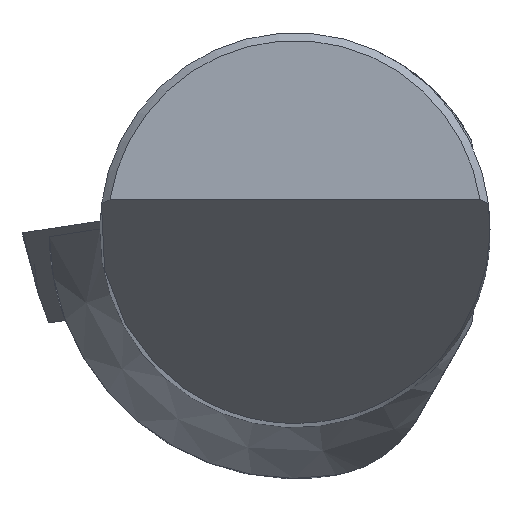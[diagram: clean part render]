
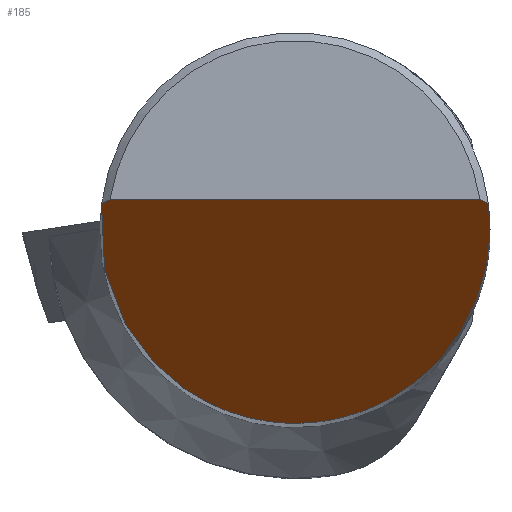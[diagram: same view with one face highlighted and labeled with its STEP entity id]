
A CAD part, top view. The second image highlights one B-rep face of the part: STEP entity #185.
In plain terms, the highlighted planar face has unit normal (0, -0.866, 0.5).
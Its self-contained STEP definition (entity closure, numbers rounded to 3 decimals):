
#167=B_SPLINE_CURVE_WITH_KNOTS('',3,(#1168,#1169,#1170,#1171),
 .UNSPECIFIED.,.F.,.F.,(4,4),(0.,1.),.UNSPECIFIED.);
#168=B_SPLINE_CURVE_WITH_KNOTS('',3,(#1172,#1173,#1174,#1175),
 .UNSPECIFIED.,.F.,.F.,(4,4),(0.,1.),.UNSPECIFIED.);
#185=ADVANCED_FACE('',(#238),#213,.T.);
#213=PLANE('',#780);
#238=FACE_OUTER_BOUND('',#265,.T.);
#265=EDGE_LOOP('',(#447,#448,#449,#450));
#311=LINE('',#1163,#344);
#344=VECTOR('',#916,1.);
#447=ORIENTED_EDGE('',*,*,#624,.F.);
#448=ORIENTED_EDGE('',*,*,#621,.T.);
#449=ORIENTED_EDGE('',*,*,#623,.F.);
#450=ORIENTED_EDGE('',*,*,#605,.T.);
#543=VERTEX_POINT('',#1109);
#544=VERTEX_POINT('',#1110);
#552=VERTEX_POINT('',#1164);
#553=VERTEX_POINT('',#1165);
#605=EDGE_CURVE('',#543,#544,#667,.T.);
#621=EDGE_CURVE('',#552,#553,#311,.T.);
#623=EDGE_CURVE('',#543,#553,#167,.T.);
#624=EDGE_CURVE('',#552,#544,#168,.T.);
#667=ELLIPSE('',#759,9.996,4.998);
#759=AXIS2_PLACEMENT_3D('',#1108,#877,#878);
#780=AXIS2_PLACEMENT_3D('',#1177,#923,#924);
#877=DIRECTION('',(0.,-0.866,0.5));
#878=DIRECTION('',(0.,0.5,0.866));
#916=DIRECTION('',(-1.,0.,0.));
#923=DIRECTION('',(0.,-0.866,0.5));
#924=DIRECTION('',(0.,0.5,0.866));
#1108=CARTESIAN_POINT('',(0.,0.,0.));
#1109=CARTESIAN_POINT('',(-4.961,0.606,1.05));
#1110=CARTESIAN_POINT('',(4.961,0.606,1.05));
#1163=CARTESIAN_POINT('',(-4.998,0.722,1.25));
#1164=CARTESIAN_POINT('',(4.743,0.722,1.25));
#1165=CARTESIAN_POINT('',(-4.743,0.722,1.25));
#1168=CARTESIAN_POINT('',(-4.961,0.606,1.05));
#1169=CARTESIAN_POINT('',(-4.889,0.645,1.117));
#1170=CARTESIAN_POINT('',(-4.816,0.683,1.184));
#1171=CARTESIAN_POINT('',(-4.743,0.722,1.25));
#1172=CARTESIAN_POINT('',(4.743,0.722,1.25));
#1173=CARTESIAN_POINT('',(4.816,0.683,1.184));
#1174=CARTESIAN_POINT('',(4.889,0.645,1.117));
#1175=CARTESIAN_POINT('',(4.961,0.606,1.05));
#1177=CARTESIAN_POINT('',(-0.5,0.,0.));
